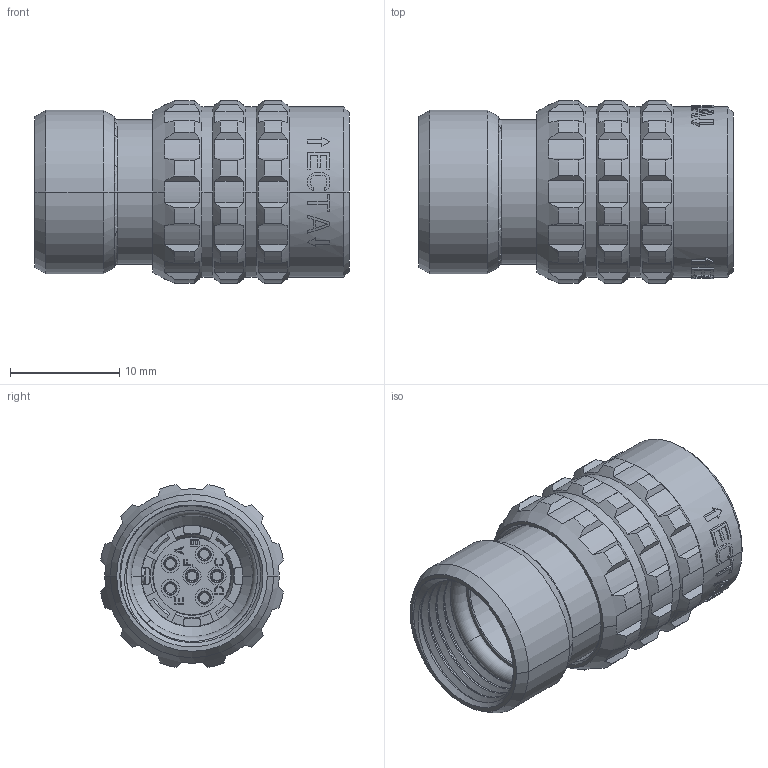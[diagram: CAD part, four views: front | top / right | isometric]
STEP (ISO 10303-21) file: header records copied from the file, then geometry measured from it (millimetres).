
FILE_DESCRIPTION((''),'2;1');
FILE_NAME('1332M006FS','2024-07-25T15:08:30',('paultorloting'),('NET AG system integration'),'CREO PARAMETRIC BY PTC INC, 2021404','CREO PARAMETRIC BY PTC INC, 2021404','');
FILE_SCHEMA(('AUTOMOTIVE_DESIGN { 1 0 10303 214 1 1 1 1 }'));
Length unit declared in the file: millimetre
Products named in the file (1): 1332M006FS
Bounding box: 28.8 x 16.75 x 16.75 mm (x, y, z)
Volume: 3328.6 mm3; surface area: 4683.6 mm2
Topology: 1 solids, 8 shells, 1057 faces, 2794 edges, 1824 vertices
Faces by surface type: plane 647, cylinder 266, cone 67, torus 63, sphere 8, bspline 6
Entity records: 47523 total; most frequent: CARTESIAN_POINT 14051, ORIENTED_EDGE 5572, DIRECTION 5182, EDGE_CURVE 2786, VERTEX_POINT 1824, AXIS2_PLACEMENT_3D 1800, VECTOR 1579, LINE 1579
